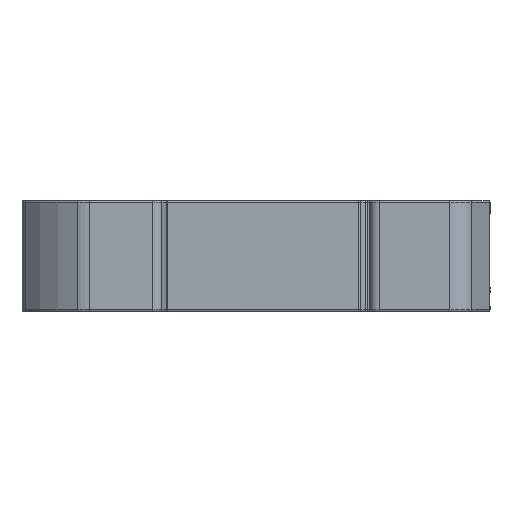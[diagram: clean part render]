
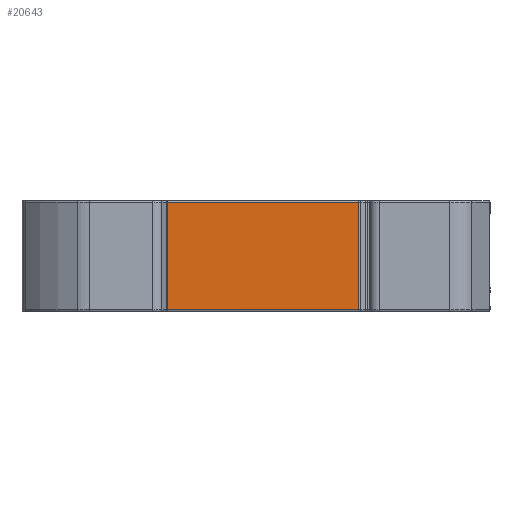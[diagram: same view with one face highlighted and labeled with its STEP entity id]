
A CAD part, front view. The second image highlights one B-rep face of the part: STEP entity #20643.
In plain terms, the highlighted planar face has unit normal (0, -1, 0).
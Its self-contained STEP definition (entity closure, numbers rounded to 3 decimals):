
#1086 = VECTOR ( 'NONE', #7958, 1000. ) ;
#1088 = VECTOR ( 'NONE', #7962, 1000. ) ;
#1090 = VECTOR ( 'NONE', #7964, 1000. ) ;
#1092 = VECTOR ( 'NONE', #7966, 1000. ) ;
#1407 = AXIS2_PLACEMENT_3D ( 'NONE', #8569, #8570, #8571 ) ;
#3462 = EDGE_LOOP ( 'NONE', ( #18912, #18914, #18913, #18915 ) ) ;
#5817 = LINE ( 'NONE', #7957, #1086 ) ;
#5819 = LINE ( 'NONE', #7961, #1088 ) ;
#5820 = LINE ( 'NONE', #7963, #1090 ) ;
#5821 = LINE ( 'NONE', #7965, #1092 ) ;
#5975 = FACE_OUTER_BOUND ( 'NONE', #3462, .T. ) ;
#7957 = CARTESIAN_POINT ( 'NONE',  ( -17.526, -47.654, 8.75 ) ) ;
#7958 = DIRECTION ( 'NONE',  ( 0., 0., -1. ) ) ;
#7961 = CARTESIAN_POINT ( 'NONE',  ( 13.9, -47.654, -8.5 ) ) ;
#7962 = DIRECTION ( 'NONE',  ( 1., 0., 0. ) ) ;
#7963 = CARTESIAN_POINT ( 'NONE',  ( 13.9, -47.654, 8.75 ) ) ;
#7964 = DIRECTION ( 'NONE',  ( 0., 0., -1. ) ) ;
#7965 = CARTESIAN_POINT ( 'NONE',  ( 13.9, -47.654, 8.5 ) ) ;
#7966 = DIRECTION ( 'NONE',  ( -1., 0., 0. ) ) ;
#8568 = PLANE ( 'NONE',  #1407 ) ;
#8569 = CARTESIAN_POINT ( 'NONE',  ( 13.9, -47.654, 8.75 ) ) ;
#8570 = DIRECTION ( 'NONE',  ( 0., 1., 0. ) ) ;
#8571 = DIRECTION ( 'NONE',  ( -1., 0., 0. ) ) ;
#8915 = CARTESIAN_POINT ( 'NONE',  ( -17.526, -47.654, -8.5 ) ) ;
#8917 = CARTESIAN_POINT ( 'NONE',  ( -17.526, -47.654, 8.5 ) ) ;
#8919 = CARTESIAN_POINT ( 'NONE',  ( 13.9, -47.654, -8.5 ) ) ;
#8921 = CARTESIAN_POINT ( 'NONE',  ( 13.9, -47.654, 8.5 ) ) ;
#11098 = VERTEX_POINT ( 'NONE', #8915 ) ;
#11099 = VERTEX_POINT ( 'NONE', #8917 ) ;
#11100 = VERTEX_POINT ( 'NONE', #8919 ) ;
#11101 = VERTEX_POINT ( 'NONE', #8921 ) ;
#18912 = ORIENTED_EDGE ( 'NONE', *, *, #20415, .T. ) ;
#18913 = ORIENTED_EDGE ( 'NONE', *, *, #20418, .F. ) ;
#18914 = ORIENTED_EDGE ( 'NONE', *, *, #20417, .T. ) ;
#18915 = ORIENTED_EDGE ( 'NONE', *, *, #20419, .T. ) ;
#20415 = EDGE_CURVE ( 'NONE', #11099, #11098, #5817, .T. ) ;
#20417 = EDGE_CURVE ( 'NONE', #11098, #11100, #5819, .T. ) ;
#20418 = EDGE_CURVE ( 'NONE', #11101, #11100, #5820, .T. ) ;
#20419 = EDGE_CURVE ( 'NONE', #11101, #11099, #5821, .T. ) ;
#20643 = ADVANCED_FACE ( 'NONE', ( #5975 ), #8568, .F. ) ;
